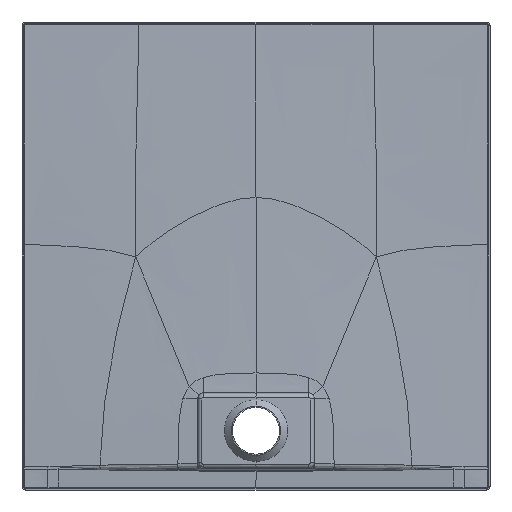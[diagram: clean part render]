
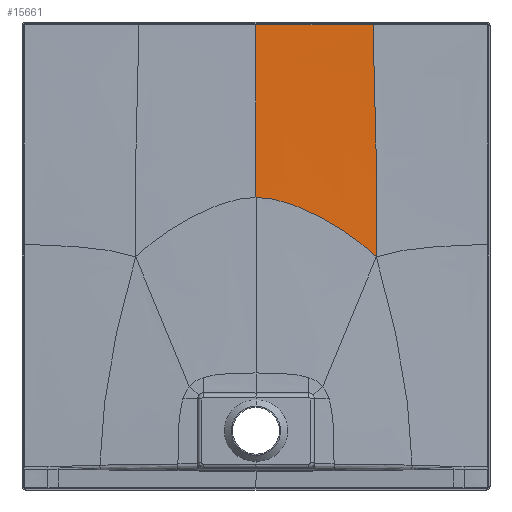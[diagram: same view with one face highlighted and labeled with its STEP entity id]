
A CAD part, front view. The second image highlights one B-rep face of the part: STEP entity #15661.
In plain terms, the highlighted free-form (B-spline) face has degree [3, 3] with [8, 10] control points.
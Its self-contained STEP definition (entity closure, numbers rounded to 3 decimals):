
#1432=CARTESIAN_POINT('',(231.391,-8.999,448.369));
#1434=CARTESIAN_POINT('',(0.,-10.499,
562.567));
#1435=CARTESIAN_POINT('',(18.268,-10.499,562.567));
#1436=CARTESIAN_POINT('',(55.302,-10.391,555.919));
#1437=CARTESIAN_POINT('',(112.294,-10.042,531.693));
#1438=CARTESIAN_POINT('',(161.243,-9.698,503.997));
#1439=CARTESIAN_POINT('',(201.247,-9.349,475.465));
#1440=CARTESIAN_POINT('',(221.369,-9.126,458.038));
#1441=CARTESIAN_POINT('',(231.391,-8.999,448.369));
#3965=CARTESIAN_POINT('',(225.006,-3.05,894.98));
#3988=CARTESIAN_POINT('',(-0.005,-3.113,
894.956));
#3989=CARTESIAN_POINT('',(17.3,-3.113,894.956));
#3990=CARTESIAN_POINT('',(50.565,-3.109,894.957));
#3991=CARTESIAN_POINT('',(95.038,-3.097,894.962));
#3992=CARTESIAN_POINT('',(138.183,-3.083,894.967));
#3993=CARTESIAN_POINT('',(181.933,-3.066,894.974));
#3994=CARTESIAN_POINT('',(210.673,-3.055,894.978));
#3995=CARTESIAN_POINT('',(225.006,-3.05,894.98));
#3997=CARTESIAN_POINT('',(225.006,-3.05,894.98));
#3998=CARTESIAN_POINT('',(225.066,-3.352,864.739));
#3999=CARTESIAN_POINT('',(226.165,-4.083,801.575));
#4000=CARTESIAN_POINT('',(229.249,-5.227,715.581));
#4001=CARTESIAN_POINT('',(231.553,-6.275,638.212));
#4002=CARTESIAN_POINT('',(232.682,-7.117,576.632));
#4003=CARTESIAN_POINT('',(232.757,-7.87,523.181));
#4004=CARTESIAN_POINT('',(232.182,-8.505,480.235));
#4005=CARTESIAN_POINT('',(231.687,-8.832,458.928));
#4006=CARTESIAN_POINT('',(231.391,-8.999,448.369));
#4008=DIRECTION('',(0.,-0.022,-1.));
#4009=VECTOR('',#4008,332.471);
#4010=CARTESIAN_POINT('',(-0.005,-3.113,
894.956));
#4011=LINE('',#4010,#4009);
#4560=VERTEX_POINT('',#1432);
#4677=VERTEX_POINT('',#3965);
#4699=CARTESIAN_POINT('',(0.,-10.499,
562.567));
#4701=VERTEX_POINT('',#4699);
#4702=CARTESIAN_POINT('',(-0.005,-3.113,
894.956));
#4703=VERTEX_POINT('',#4702);
#15572=CARTESIAN_POINT('',(-2.29,-3.023,
899.016));
#15573=CARTESIAN_POINT('',(-2.29,-3.64,
871.241));
#15574=CARTESIAN_POINT('',(-2.277,-4.882,
815.34));
#15575=CARTESIAN_POINT('',(-2.232,-6.436,
745.376));
#15576=CARTESIAN_POINT('',(-2.197,-7.686,
689.123));
#15577=CARTESIAN_POINT('',(-2.182,-8.624,
646.932));
#15578=CARTESIAN_POINT('',(-2.186,-9.405,
611.773));
#15579=CARTESIAN_POINT('',(-2.206,-10.052,
582.658));
#15580=CARTESIAN_POINT('',(-2.223,-10.387,
567.606));
#15581=CARTESIAN_POINT('',(-2.234,-10.565,
559.586));
#15582=CARTESIAN_POINT('',(17.223,-3.023,
899.017));
#15583=CARTESIAN_POINT('',(17.223,-3.641,
871.246));
#15584=CARTESIAN_POINT('',(17.125,-4.885,
815.36));
#15585=CARTESIAN_POINT('',(16.783,-6.441,
745.434));
#15586=CARTESIAN_POINT('',(16.52,-7.692,
689.235));
#15587=CARTESIAN_POINT('',(16.401,-8.63,
647.095));
#15588=CARTESIAN_POINT('',(16.434,-9.411,
611.985));
#15589=CARTESIAN_POINT('',(16.582,-10.057,
582.912));
#15590=CARTESIAN_POINT('',(16.708,-10.391,
567.882));
#15591=CARTESIAN_POINT('',(16.791,-10.569,
559.873));
#15592=CARTESIAN_POINT('',(55.487,-3.022,
899.009));
#15593=CARTESIAN_POINT('',(55.487,-3.618,
871.12));
#15594=CARTESIAN_POINT('',(55.207,-4.82,
814.91));
#15595=CARTESIAN_POINT('',(54.276,-6.334,
744.067));
#15596=CARTESIAN_POINT('',(53.609,-7.566,
686.629));
#15597=CARTESIAN_POINT('',(53.354,-8.499,
643.309));
#15598=CARTESIAN_POINT('',(53.524,-9.285,
607.052));
#15599=CARTESIAN_POINT('',(53.997,-9.941,
576.994));
#15600=CARTESIAN_POINT('',(54.375,-10.281,
561.461));
#15601=CARTESIAN_POINT('',(54.616,-10.463,
553.191));
#15602=CARTESIAN_POINT('',(112.5,-3.019,
898.986));
#15603=CARTESIAN_POINT('',(112.502,-3.533,
870.726));
#15604=CARTESIAN_POINT('',(112.214,-4.584,
813.484));
#15605=CARTESIAN_POINT('',(111.23,-5.962,
739.411));
#15606=CARTESIAN_POINT('',(110.606,-7.137,
677.409));
#15607=CARTESIAN_POINT('',(110.475,-8.059,
629.647));
#15608=CARTESIAN_POINT('',(110.856,-8.866,
588.985));
#15609=CARTESIAN_POINT('',(111.57,-9.555,
555.088));
#15610=CARTESIAN_POINT('',(112.089,-9.919,
537.56));
#15611=CARTESIAN_POINT('',(112.411,-10.114,
528.251));
#15612=CARTESIAN_POINT('',(159.375,-3.016,
898.952));
#15613=CARTESIAN_POINT('',(159.383,-3.443,870.059));
#15614=CARTESIAN_POINT('',(159.467,-4.353,
811.271));
#15615=CARTESIAN_POINT('',(159.567,-5.624,
733.285));
#15616=CARTESIAN_POINT('',(159.754,-6.754,
666.101));
#15617=CARTESIAN_POINT('',(160.027,-7.666,
613.42));
#15618=CARTESIAN_POINT('',(160.429,-8.483,
568.01));
#15619=CARTESIAN_POINT('',(160.876,-9.192,
530.085));
#15620=CARTESIAN_POINT('',(161.152,-9.57,
510.529));
#15621=CARTESIAN_POINT('',(161.297,-9.773,
500.163));
#15622=CARTESIAN_POINT('',(197.467,-3.013,
898.899));
#15623=CARTESIAN_POINT('',(197.482,-3.371,
868.829));
#15624=CARTESIAN_POINT('',(198.109,-4.18,
807.469));
#15625=CARTESIAN_POINT('',(199.828,-5.386,
724.771));
#15626=CARTESIAN_POINT('',(201.165,-6.477,
652.229));
#15627=CARTESIAN_POINT('',(201.933,-7.361,
594.765));
#15628=CARTESIAN_POINT('',(202.202,-8.155,
544.957));
#15629=CARTESIAN_POINT('',(202.123,-8.848,
503.449));
#15630=CARTESIAN_POINT('',(201.95,-9.217,
482.102));
#15631=CARTESIAN_POINT('',(201.838,-9.417,
470.851));
#15632=CARTESIAN_POINT('',(216.809,-3.012,
898.859));
#15633=CARTESIAN_POINT('',(216.828,-3.336,
867.857));
#15634=CARTESIAN_POINT('',(217.782,-4.098,
804.518));
#15635=CARTESIAN_POINT('',(220.492,-5.275,
718.656));
#15636=CARTESIAN_POINT('',(222.513,-6.337,
642.831));
#15637=CARTESIAN_POINT('',(223.543,-7.195,
582.545));
#15638=CARTESIAN_POINT('',(223.692,-7.963,
530.234));
#15639=CARTESIAN_POINT('',(223.247,-8.632,
486.683));
#15640=CARTESIAN_POINT('',(222.837,-8.989,
464.371));
#15641=CARTESIAN_POINT('',(222.53,-9.183,
452.569));
#15642=CARTESIAN_POINT('',(226.776,-3.011,
898.835));
#15643=CARTESIAN_POINT('',(226.797,-3.318,
867.244));
#15644=CARTESIAN_POINT('',(227.92,-4.056,
802.665));
#15645=CARTESIAN_POINT('',(231.148,-5.216,
714.922));
#15646=CARTESIAN_POINT('',(233.512,-6.261,
637.221));
#15647=CARTESIAN_POINT('',(234.663,-7.101,
575.362));
#15648=CARTESIAN_POINT('',(234.722,-7.85,
521.664));
#15649=CARTESIAN_POINT('',(234.095,-8.505,
477.015));
#15650=CARTESIAN_POINT('',(233.521,-8.855,
454.121));
#15651=CARTESIAN_POINT('',(233.158,-9.044,
442.064));
#15652=B_SPLINE_SURFACE_WITH_KNOTS('',3,3,((#15572,#15573,#15574,#15575,#15576,
#15577,#15578,#15579,#15580,#15581),(#15582,#15583,#15584,#15585,#15586,#15587,
#15588,#15589,#15590,#15591),(#15592,#15593,#15594,#15595,#15596,#15597,#15598,
#15599,#15600,#15601),(#15602,#15603,#15604,#15605,#15606,#15607,#15608,#15609,
#15610,#15611),(#15612,#15613,#15614,#15615,#15616,#15617,#15618,#15619,#15620,
#15621),(#15622,#15623,#15624,#15625,#15626,#15627,#15628,#15629,#15630,#15631),
(#15632,#15633,#15634,#15635,#15636,#15637,#15638,#15639,#15640,#15641),(#15642,
#15643,#15644,#15645,#15646,#15647,#15648,#15649,#15650,#15651)),.UNSPECIFIED.,
.F.,.F.,.F.,(4,1,1,1,1,4),(4,1,1,1,1,1,1,4),(-0.005,0.125,0.25,
0.375,0.438,0.504),(0.002,0.125,0.25,0.313,
0.375,0.438,0.469,0.504),.UNSPECIFIED.);
#15654=ORIENTED_EDGE('',*,*,#15653,.F.);
#15656=ORIENTED_EDGE('',*,*,#15655,.T.);
#15657=ORIENTED_EDGE('',*,*,#15564,.T.);
#15658=ORIENTED_EDGE('',*,*,#8237,.F.);
#15659=EDGE_LOOP('',(#15654,#15656,#15657,#15658));
#15660=FACE_OUTER_BOUND('',#15659,.F.);
#15661=ADVANCED_FACE('',(#15660),#15652,.F.);
#1442=B_SPLINE_CURVE_WITH_KNOTS('',3,(#1434,#1435,#1436,#1437,#1438,#1439,#1440,
#1441),.UNSPECIFIED.,.F.,.F.,(4,1,1,1,1,4),(0.,0.25,0.5,0.75,0.875,
1.),.UNSPECIFIED.);
#3996=B_SPLINE_CURVE_WITH_KNOTS('',3,(#3988,#3989,#3990,#3991,#3992,#3993,#3994,
#3995),.UNSPECIFIED.,.F.,.F.,(4,1,1,1,1,4),(0.,0.2,0.4,0.6,0.8,1.),
.UNSPECIFIED.);
#4007=B_SPLINE_CURVE_WITH_KNOTS('',3,(#3997,#3998,#3999,#4000,#4001,#4002,#4003,
#4004,#4005,#4006),.UNSPECIFIED.,.F.,.F.,(4,1,1,1,1,1,1,4),(0.,
0.24,0.493,0.62,0.747,
0.873,0.937,1.),.UNSPECIFIED.);
#8237=EDGE_CURVE('',#4701,#4560,#1442,.T.);
#15564=EDGE_CURVE('',#4677,#4560,#4007,.T.);
#15653=EDGE_CURVE('',#4703,#4701,#4011,.T.);
#15655=EDGE_CURVE('',#4703,#4677,#3996,.T.);
